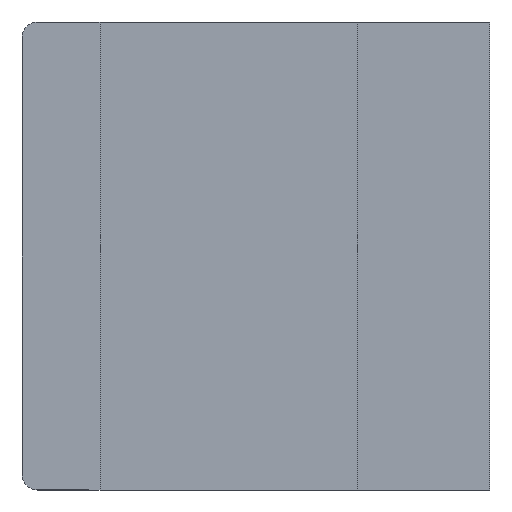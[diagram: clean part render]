
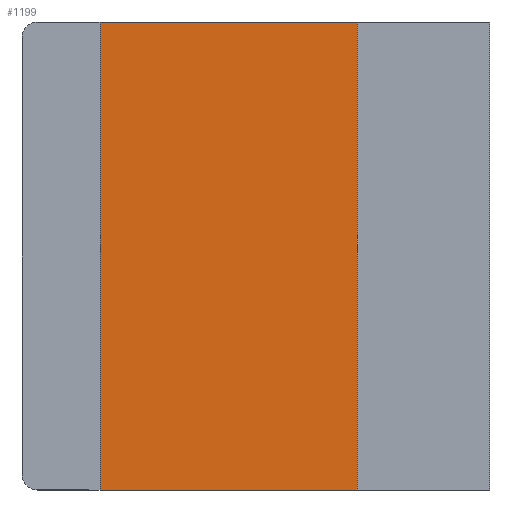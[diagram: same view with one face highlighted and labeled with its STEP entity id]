
A CAD part, left-side view. The second image highlights one B-rep face of the part: STEP entity #1199.
In plain terms, the highlighted planar face has unit normal (-1, 0, 0).
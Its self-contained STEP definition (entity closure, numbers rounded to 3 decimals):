
#171 = CARTESIAN_POINT ( 'NONE',  ( -0.5, 1.871, -0.3 ) ) ;
#190 = DIRECTION ( 'NONE',  ( 0., -1., 0. ) ) ;
#496 = CARTESIAN_POINT ( 'NONE',  ( -0.5, 0.17, 0.3 ) ) ;
#553 = ORIENTED_EDGE ( 'NONE', *, *, #1563, .T. ) ;
#1004 = CARTESIAN_POINT ( 'NONE',  ( -0.5, 0.5, -0.3 ) ) ;
#1008 = LINE ( 'NONE', #8326, #9259 ) ;
#1199 = ADVANCED_FACE ( 'NONE', ( #6822 ), #4903, .F. ) ;
#1453 = LINE ( 'NONE', #171, #7197 ) ;
#1563 = EDGE_CURVE ( 'NONE', #10161, #10027, #1453, .T. ) ;
#2012 = ORIENTED_EDGE ( 'NONE', *, *, #7405, .T. ) ;
#2384 = EDGE_CURVE ( 'NONE', #8258, #2545, #7416, .T. ) ;
#2464 = VECTOR ( 'NONE', #2610, 1000. ) ;
#2545 = VERTEX_POINT ( 'NONE', #496 ) ;
#2570 = DIRECTION ( 'NONE',  ( 1., 0., 0. ) ) ;
#2610 = DIRECTION ( 'NONE',  ( 0., 0., 1. ) ) ;
#2683 = DIRECTION ( 'NONE',  ( 0., -1., 0. ) ) ;
#3348 = CARTESIAN_POINT ( 'NONE',  ( -0.5, 1.871, -0.3 ) ) ;
#3364 = CARTESIAN_POINT ( 'NONE',  ( -0.5, 0.17, -0.3 ) ) ;
#3534 = DIRECTION ( 'NONE',  ( 0., 0., -1. ) ) ;
#4145 = AXIS2_PLACEMENT_3D ( 'NONE', #3348, #2570, #9808 ) ;
#4903 = PLANE ( 'NONE',  #4145 ) ;
#4973 = LINE ( 'NONE', #3364, #2464 ) ;
#5256 = EDGE_CURVE ( 'NONE', #8258, #10161, #1008, .T. ) ;
#5527 = ORIENTED_EDGE ( 'NONE', *, *, #5256, .T. ) ;
#6034 = CARTESIAN_POINT ( 'NONE',  ( -0.5, 0.17, -0.3 ) ) ;
#6822 = FACE_OUTER_BOUND ( 'NONE', #8909, .T. ) ;
#7197 = VECTOR ( 'NONE', #2683, 1000. ) ;
#7405 = EDGE_CURVE ( 'NONE', #10027, #2545, #4973, .T. ) ;
#7416 = LINE ( 'NONE', #7532, #8800 ) ;
#7532 = CARTESIAN_POINT ( 'NONE',  ( -0.5, 1.871, 0.3 ) ) ;
#7730 = CARTESIAN_POINT ( 'NONE',  ( -0.5, 0.5, 0.3 ) ) ;
#8158 = ORIENTED_EDGE ( 'NONE', *, *, #2384, .F. ) ;
#8258 = VERTEX_POINT ( 'NONE', #7730 ) ;
#8326 = CARTESIAN_POINT ( 'NONE',  ( -0.5, 0.5, 0.3 ) ) ;
#8800 = VECTOR ( 'NONE', #190, 1000. ) ;
#8909 = EDGE_LOOP ( 'NONE', ( #8158, #5527, #553, #2012 ) ) ;
#9259 = VECTOR ( 'NONE', #3534, 1000. ) ;
#9808 = DIRECTION ( 'NONE',  ( 0., 0., -1. ) ) ;
#10027 = VERTEX_POINT ( 'NONE', #6034 ) ;
#10161 = VERTEX_POINT ( 'NONE', #1004 ) ;
